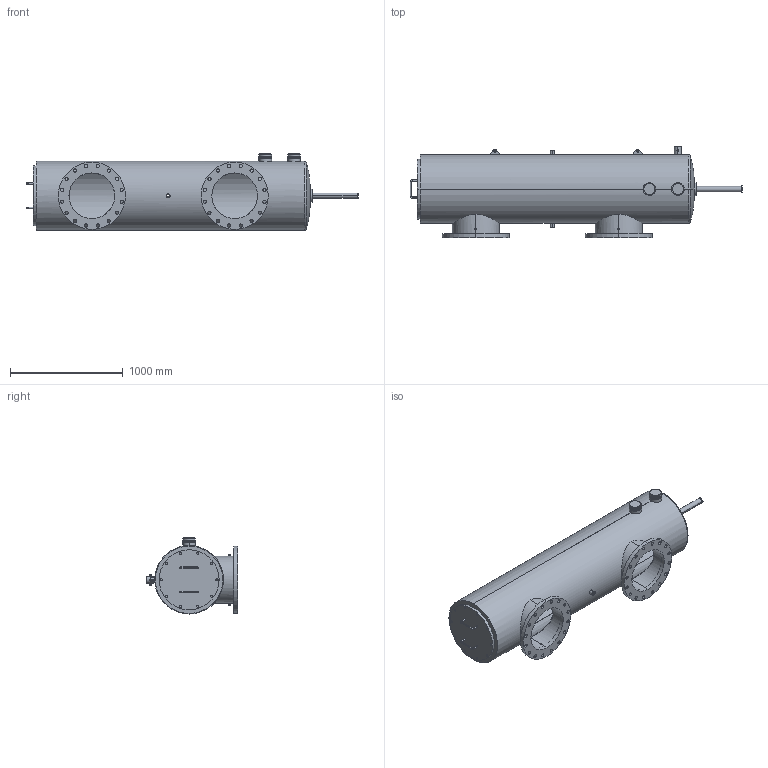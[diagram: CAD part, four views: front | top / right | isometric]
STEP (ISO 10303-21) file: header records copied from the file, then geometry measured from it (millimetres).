
FILE_DESCRIPTION (( 'STEP AP203' ), '1' );
FILE_NAME ('G16-180.STEP', '2020-07-24T12:45:31', ( '' ), ( '' ), 'SwSTEP 2.0', 'SolidWorks 2018', '' );
FILE_SCHEMA (( 'CONFIG_CONTROL_DESIGN' ));
Length unit declared in the file: inch
Products named in the file (1): G16-180
Bounding box: 2950.97 x 812.8 x 676.27 mm (x, y, z)
Volume: 42143181 mm3; surface area: 11746687.6 mm2
Topology: 8 solids, 8 shells, 322 faces, 850 edges, 556 vertices
Faces by surface type: cylinder 249, plane 57, torus 16
Entity records: 13405 total; most frequent: CARTESIAN_POINT 4722, DIRECTION 1890, ORIENTED_EDGE 1700, EDGE_CURVE 850, AXIS2_PLACEMENT_3D 794, VERTEX_POINT 556, EDGE_LOOP 500, CIRCLE 471
